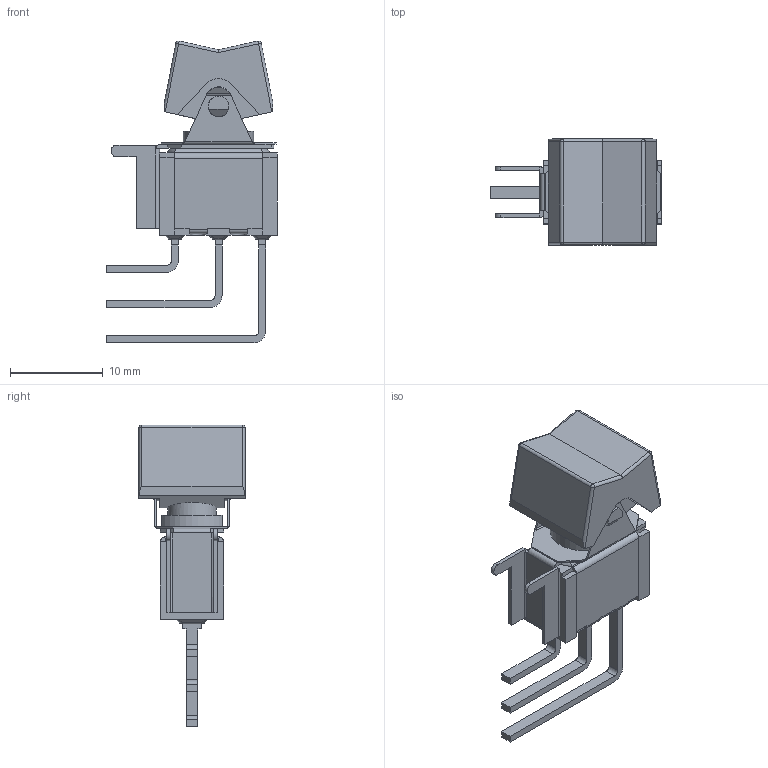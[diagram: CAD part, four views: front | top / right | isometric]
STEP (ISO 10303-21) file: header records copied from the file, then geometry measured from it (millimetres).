
FILE_DESCRIPTION(/* description */ (''),/* implementation_level */ '2;1');
FILE_NAME(/* name */ '300SPxJ5xxxM7xE.stp',/* time_stamp */ '2024-04-24T10:53:12-05:00',/* author */ ('mroman'),/* organization */ (''),/* preprocessor_version */ 'ST-DEVELOPER v18.1',/* originating_system */ 'Autodesk Inventor 2022',/* authorisation */ '');
FILE_SCHEMA (('AUTOMOTIVE_DESIGN { 1 0 10303 214 3 1 1 }'));
Length unit declared in the file: millimetre
Products named in the file (1): 300SPxJ5xxxM7xE
Bounding box: 18.42 x 11.43 x 32.54 mm (x, y, z)
Volume: 1865.7 mm3; surface area: 1764.9 mm2
Topology: 1 solids, 4 shells, 339 faces, 865 edges, 526 vertices
Faces by surface type: plane 231, cylinder 90, sphere 16, torus 2
Full cylindrical faces by diameter (mm): 2.2 x2, 3.2 x1, 5.2 x1
Entity records: 10062 total; most frequent: CARTESIAN_POINT 1789, DIRECTION 1725, ORIENTED_EDGE 1698, EDGE_CURVE 849, LINE 641, VECTOR 641, AXIS2_PLACEMENT_3D 542, VERTEX_POINT 526
